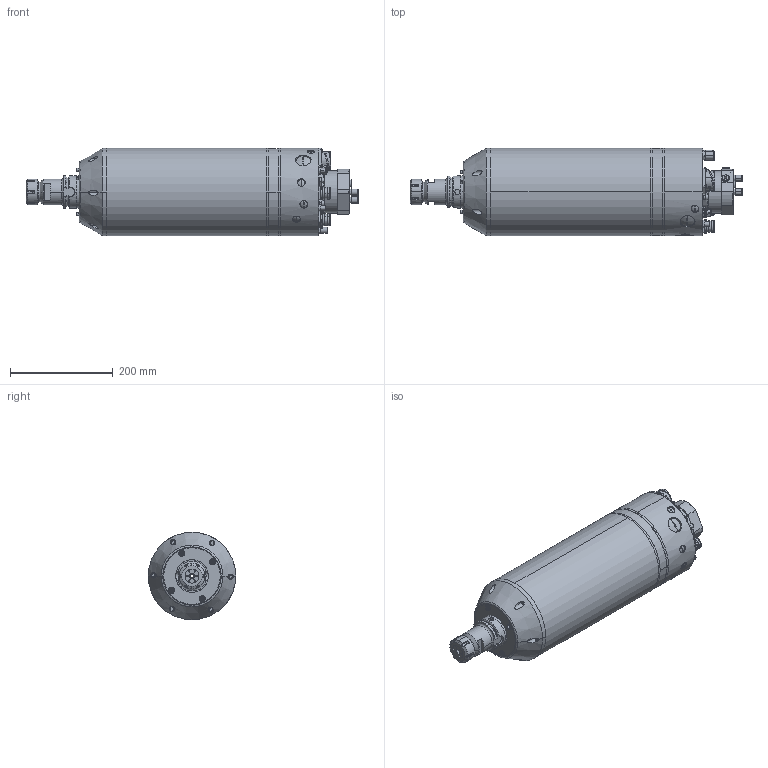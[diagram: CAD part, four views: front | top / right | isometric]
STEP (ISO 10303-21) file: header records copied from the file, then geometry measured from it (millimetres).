
FILE_DESCRIPTION (( 'STEP AP203' ), '1' );
FILE_NAME ('170AI20HK-01-.STEP', '2010-12-07T10:32:00', ( 'IBAGCAD_7' ), ( 'IBAG Switzerland AG' ), 'SwSTEP 2.0', 'SolidWorks 2010', '' );
FILE_SCHEMA (( 'CONFIG_CONTROL_DESIGN' ));
Length unit declared in the file: millimetre
Products named in the file (1): 170AI20HK-01-
Bounding box: 644.82 x 170 x 170.1 mm (x, y, z)
Surface area: 424338.2 mm2 (no closed solid volume)
Topology: 0 solids, 124 shells, 1184 faces, 3559 edges, 2506 vertices
Faces by surface type: plane 479, cylinder 474, torus 99, cone 81, sphere 30, bspline 21
Entity records: 43603 total; most frequent: CARTESIAN_POINT 11223, DIRECTION 7263, ORIENTED_EDGE 5708, EDGE_CURVE 3495, AXIS2_PLACEMENT_3D 2825, VERTEX_POINT 2486, CIRCLE 1661, LINE 1613
